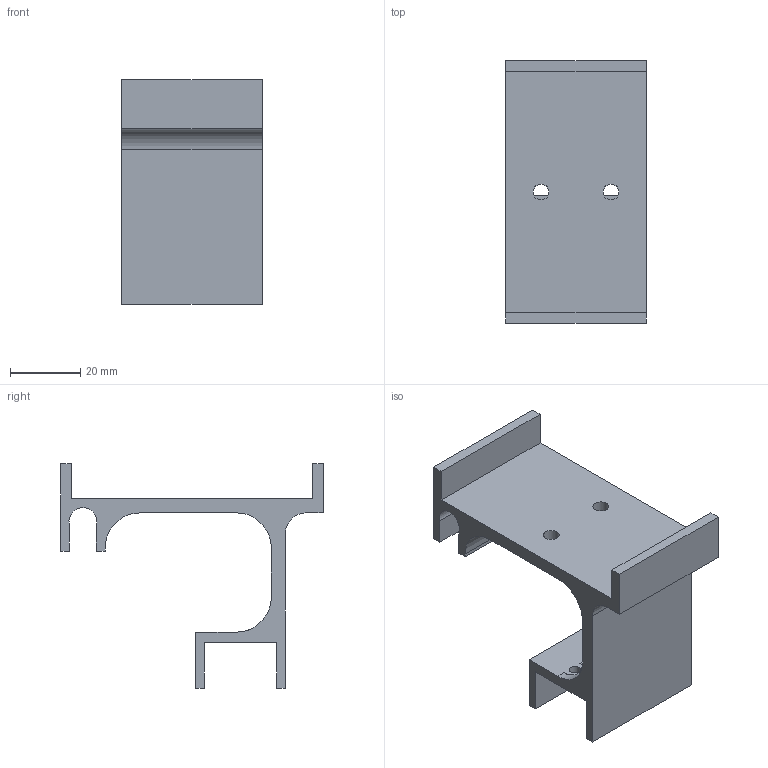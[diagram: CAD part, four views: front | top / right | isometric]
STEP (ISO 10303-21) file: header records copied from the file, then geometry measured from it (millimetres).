
FILE_DESCRIPTION(/* description */ (''),/* implementation_level */ '2;1');
FILE_NAME(/* name */ 'Support Batt.stp',/* time_stamp */ '2020-12-11T16:29:35+01:00',/* author */ (''),/* organization */ (''),/* preprocessor_version */ 'ST-DEVELOPER v18.1',/* originating_system */ 'Autodesk Translation Framework v9.7.1.1290',/* authorisation */ '');
FILE_SCHEMA (('AUTOMOTIVE_DESIGN { 1 0 10303 214 3 1 1 }'));
Length unit declared in the file: millimetre
Products named in the file (1): Support Batt
Bounding box: 40 x 75 x 64.1 mm (x, y, z)
Volume: 30118.4 mm3; surface area: 17480.2 mm2
Topology: 1 solids, 1 shells, 40 faces, 118 edges, 80 vertices
Faces by surface type: plane 25, cylinder 15
Full cylindrical faces by diameter (mm): 3.2 x4, 4.5 x2
Entity records: 1469 total; most frequent: CARTESIAN_POINT 327, ORIENTED_EDGE 236, DIRECTION 218, EDGE_CURVE 118, LINE 84, VECTOR 84, VERTEX_POINT 80, AXIS2_PLACEMENT_3D 67
